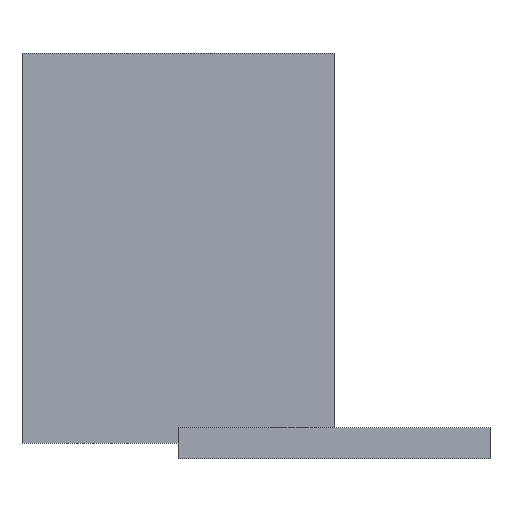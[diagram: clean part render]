
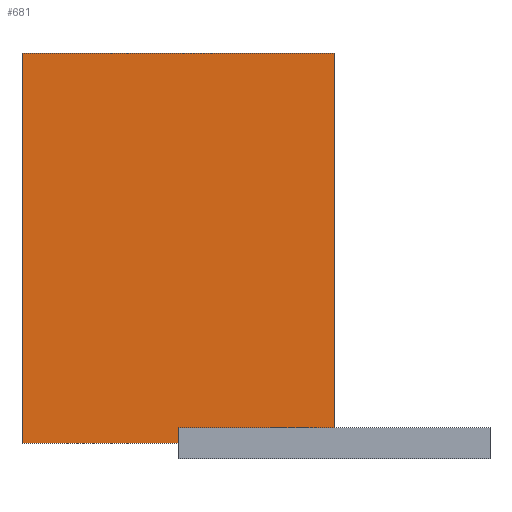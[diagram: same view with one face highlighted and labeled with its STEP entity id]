
A CAD part, front view. The second image highlights one B-rep face of the part: STEP entity #681.
In plain terms, the highlighted planar face has unit normal (0, -1, 0).
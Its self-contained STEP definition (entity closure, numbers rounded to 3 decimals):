
#100 = PLANE('',#101);
#101 = AXIS2_PLACEMENT_3D('',#102,#103,#104);
#102 = CARTESIAN_POINT('',(0.,-50.,4.));
#103 = DIRECTION('',(0.,0.,1.));
#104 = DIRECTION('',(0.,1.,0.));
#126 = PLANE('',#127);
#127 = AXIS2_PLACEMENT_3D('',#128,#129,#130);
#128 = CARTESIAN_POINT('',(0.,0.,0.));
#129 = DIRECTION('',(1.,0.,0.));
#130 = DIRECTION('',(0.,1.,0.));
#280 = VERTEX_POINT('',#281);
#281 = CARTESIAN_POINT('',(0.,-4.,4.));
#399 = VERTEX_POINT('',#400);
#400 = CARTESIAN_POINT('',(40.,-4.,4.));
#413 = PLANE('',#414);
#414 = AXIS2_PLACEMENT_3D('',#415,#416,#417);
#415 = CARTESIAN_POINT('',(40.,-4.,0.));
#416 = DIRECTION('',(-1.,0.,0.));
#417 = DIRECTION('',(0.,1.,0.));
#424 = EDGE_CURVE('',#280,#399,#425,.T.);
#425 = SURFACE_CURVE('',#426,(#430,#436),.PCURVE_S1.);
#426 = LINE('',#427,#428);
#427 = CARTESIAN_POINT('',(-20.,-4.,4.));
#428 = VECTOR('',#429,1.);
#429 = DIRECTION('',(1.,0.,0.));
#430 = PCURVE('',#100,#431);
#431 = DEFINITIONAL_REPRESENTATION('',(#432),#435);
#432 = B_SPLINE_CURVE_WITH_KNOTS('',1,(#433,#434),.UNSPECIFIED.,.F.,.F.,
  (2,2),(20.,60.),.PIECEWISE_BEZIER_KNOTS.);
#433 = CARTESIAN_POINT('',(46.,0.));
#434 = CARTESIAN_POINT('',(46.,-40.));
#435 = ( GEOMETRIC_REPRESENTATION_CONTEXT(2) 
PARAMETRIC_REPRESENTATION_CONTEXT() REPRESENTATION_CONTEXT('2D SPACE',''
  ) );
#436 = PCURVE('',#437,#442);
#437 = PLANE('',#438);
#438 = AXIS2_PLACEMENT_3D('',#439,#440,#441);
#439 = CARTESIAN_POINT('',(-40.,-4.,0.));
#440 = DIRECTION('',(0.,1.,0.));
#441 = DIRECTION('',(1.,0.,0.));
#442 = DEFINITIONAL_REPRESENTATION('',(#443),#446);
#443 = B_SPLINE_CURVE_WITH_KNOTS('',1,(#444,#445),.UNSPECIFIED.,.F.,.F.,
  (2,2),(20.,60.),.PIECEWISE_BEZIER_KNOTS.);
#444 = CARTESIAN_POINT('',(40.,-4.));
#445 = CARTESIAN_POINT('',(80.,-4.));
#446 = ( GEOMETRIC_REPRESENTATION_CONTEXT(2) 
PARAMETRIC_REPRESENTATION_CONTEXT() REPRESENTATION_CONTEXT('2D SPACE',''
  ) );
#549 = VERTEX_POINT('',#550);
#550 = CARTESIAN_POINT('',(0.,-4.,0.));
#563 = PLANE('',#564);
#564 = AXIS2_PLACEMENT_3D('',#565,#566,#567);
#565 = CARTESIAN_POINT('',(0.,0.,0.));
#566 = DIRECTION('',(0.,0.,1.));
#567 = DIRECTION('',(1.,0.,0.));
#574 = EDGE_CURVE('',#280,#549,#575,.T.);
#575 = SURFACE_CURVE('',#576,(#580,#586),.PCURVE_S1.);
#576 = LINE('',#577,#578);
#577 = CARTESIAN_POINT('',(0.,-4.,0.));
#578 = VECTOR('',#579,1.);
#579 = DIRECTION('',(0.,0.,-1.));
#580 = PCURVE('',#126,#581);
#581 = DEFINITIONAL_REPRESENTATION('',(#582),#585);
#582 = B_SPLINE_CURVE_WITH_KNOTS('',1,(#583,#584),.UNSPECIFIED.,.F.,.F.,
  (2,2),(-4.,0.),.PIECEWISE_BEZIER_KNOTS.);
#583 = CARTESIAN_POINT('',(-4.,4.));
#584 = CARTESIAN_POINT('',(-4.,0.));
#585 = ( GEOMETRIC_REPRESENTATION_CONTEXT(2) 
PARAMETRIC_REPRESENTATION_CONTEXT() REPRESENTATION_CONTEXT('2D SPACE',''
  ) );
#586 = PCURVE('',#437,#587);
#587 = DEFINITIONAL_REPRESENTATION('',(#588),#591);
#588 = B_SPLINE_CURVE_WITH_KNOTS('',1,(#589,#590),.UNSPECIFIED.,.F.,.F.,
  (2,2),(-4.,0.),.PIECEWISE_BEZIER_KNOTS.);
#589 = CARTESIAN_POINT('',(40.,-4.));
#590 = CARTESIAN_POINT('',(40.,0.));
#591 = ( GEOMETRIC_REPRESENTATION_CONTEXT(2) 
PARAMETRIC_REPRESENTATION_CONTEXT() REPRESENTATION_CONTEXT('2D SPACE',''
  ) );
#681 = ADVANCED_FACE('',(#682),#437,.F.);
#682 = FACE_BOUND('',#683,.F.);
#683 = EDGE_LOOP('',(#684,#707,#735,#763,#784,#785));
#684 = ORIENTED_EDGE('',*,*,#685,.F.);
#685 = EDGE_CURVE('',#686,#549,#688,.T.);
#686 = VERTEX_POINT('',#687);
#687 = CARTESIAN_POINT('',(-40.,-4.,0.));
#688 = SURFACE_CURVE('',#689,(#693,#700),.PCURVE_S1.);
#689 = LINE('',#690,#691);
#690 = CARTESIAN_POINT('',(0.,-4.,0.));
#691 = VECTOR('',#692,1.);
#692 = DIRECTION('',(1.,0.,0.));
#693 = PCURVE('',#437,#694);
#694 = DEFINITIONAL_REPRESENTATION('',(#695),#699);
#695 = LINE('',#696,#697);
#696 = CARTESIAN_POINT('',(40.,0.));
#697 = VECTOR('',#698,1.);
#698 = DIRECTION('',(1.,0.));
#699 = ( GEOMETRIC_REPRESENTATION_CONTEXT(2) 
PARAMETRIC_REPRESENTATION_CONTEXT() REPRESENTATION_CONTEXT('2D SPACE',''
  ) );
#700 = PCURVE('',#563,#701);
#701 = DEFINITIONAL_REPRESENTATION('',(#702),#706);
#702 = LINE('',#703,#704);
#703 = CARTESIAN_POINT('',(0.,-4.));
#704 = VECTOR('',#705,1.);
#705 = DIRECTION('',(1.,0.));
#706 = ( GEOMETRIC_REPRESENTATION_CONTEXT(2) 
PARAMETRIC_REPRESENTATION_CONTEXT() REPRESENTATION_CONTEXT('2D SPACE',''
  ) );
#707 = ORIENTED_EDGE('',*,*,#708,.T.);
#708 = EDGE_CURVE('',#686,#709,#711,.T.);
#709 = VERTEX_POINT('',#710);
#710 = CARTESIAN_POINT('',(-40.,-4.,100.));
#711 = SURFACE_CURVE('',#712,(#716,#723),.PCURVE_S1.);
#712 = LINE('',#713,#714);
#713 = CARTESIAN_POINT('',(-40.,-4.,0.));
#714 = VECTOR('',#715,1.);
#715 = DIRECTION('',(0.,0.,1.));
#716 = PCURVE('',#437,#717);
#717 = DEFINITIONAL_REPRESENTATION('',(#718),#722);
#718 = LINE('',#719,#720);
#719 = CARTESIAN_POINT('',(0.,0.));
#720 = VECTOR('',#721,1.);
#721 = DIRECTION('',(0.,-1.));
#722 = ( GEOMETRIC_REPRESENTATION_CONTEXT(2) 
PARAMETRIC_REPRESENTATION_CONTEXT() REPRESENTATION_CONTEXT('2D SPACE',''
  ) );
#723 = PCURVE('',#724,#729);
#724 = PLANE('',#725);
#725 = AXIS2_PLACEMENT_3D('',#726,#727,#728);
#726 = CARTESIAN_POINT('',(-40.,-4.,0.));
#727 = DIRECTION('',(-1.,0.,0.));
#728 = DIRECTION('',(0.,1.,0.));
#729 = DEFINITIONAL_REPRESENTATION('',(#730),#734);
#730 = LINE('',#731,#732);
#731 = CARTESIAN_POINT('',(0.,0.));
#732 = VECTOR('',#733,1.);
#733 = DIRECTION('',(0.,-1.));
#734 = ( GEOMETRIC_REPRESENTATION_CONTEXT(2) 
PARAMETRIC_REPRESENTATION_CONTEXT() REPRESENTATION_CONTEXT('2D SPACE',''
  ) );
#735 = ORIENTED_EDGE('',*,*,#736,.T.);
#736 = EDGE_CURVE('',#709,#737,#739,.T.);
#737 = VERTEX_POINT('',#738);
#738 = CARTESIAN_POINT('',(40.,-4.,100.));
#739 = SURFACE_CURVE('',#740,(#744,#751),.PCURVE_S1.);
#740 = LINE('',#741,#742);
#741 = CARTESIAN_POINT('',(0.,-4.,100.));
#742 = VECTOR('',#743,1.);
#743 = DIRECTION('',(1.,0.,0.));
#744 = PCURVE('',#437,#745);
#745 = DEFINITIONAL_REPRESENTATION('',(#746),#750);
#746 = LINE('',#747,#748);
#747 = CARTESIAN_POINT('',(40.,-100.));
#748 = VECTOR('',#749,1.);
#749 = DIRECTION('',(1.,0.));
#750 = ( GEOMETRIC_REPRESENTATION_CONTEXT(2) 
PARAMETRIC_REPRESENTATION_CONTEXT() REPRESENTATION_CONTEXT('2D SPACE',''
  ) );
#751 = PCURVE('',#752,#757);
#752 = PLANE('',#753);
#753 = AXIS2_PLACEMENT_3D('',#754,#755,#756);
#754 = CARTESIAN_POINT('',(0.,0.,100.));
#755 = DIRECTION('',(0.,0.,1.));
#756 = DIRECTION('',(1.,0.,0.));
#757 = DEFINITIONAL_REPRESENTATION('',(#758),#762);
#758 = LINE('',#759,#760);
#759 = CARTESIAN_POINT('',(0.,-4.));
#760 = VECTOR('',#761,1.);
#761 = DIRECTION('',(1.,0.));
#762 = ( GEOMETRIC_REPRESENTATION_CONTEXT(2) 
PARAMETRIC_REPRESENTATION_CONTEXT() REPRESENTATION_CONTEXT('2D SPACE',''
  ) );
#763 = ORIENTED_EDGE('',*,*,#764,.F.);
#764 = EDGE_CURVE('',#399,#737,#765,.T.);
#765 = SURFACE_CURVE('',#766,(#770,#777),.PCURVE_S1.);
#766 = LINE('',#767,#768);
#767 = CARTESIAN_POINT('',(40.,-4.,0.));
#768 = VECTOR('',#769,1.);
#769 = DIRECTION('',(0.,0.,1.));
#770 = PCURVE('',#437,#771);
#771 = DEFINITIONAL_REPRESENTATION('',(#772),#776);
#772 = LINE('',#773,#774);
#773 = CARTESIAN_POINT('',(80.,0.));
#774 = VECTOR('',#775,1.);
#775 = DIRECTION('',(0.,-1.));
#776 = ( GEOMETRIC_REPRESENTATION_CONTEXT(2) 
PARAMETRIC_REPRESENTATION_CONTEXT() REPRESENTATION_CONTEXT('2D SPACE',''
  ) );
#777 = PCURVE('',#413,#778);
#778 = DEFINITIONAL_REPRESENTATION('',(#779),#783);
#779 = LINE('',#780,#781);
#780 = CARTESIAN_POINT('',(0.,0.));
#781 = VECTOR('',#782,1.);
#782 = DIRECTION('',(0.,-1.));
#783 = ( GEOMETRIC_REPRESENTATION_CONTEXT(2) 
PARAMETRIC_REPRESENTATION_CONTEXT() REPRESENTATION_CONTEXT('2D SPACE',''
  ) );
#784 = ORIENTED_EDGE('',*,*,#424,.F.);
#785 = ORIENTED_EDGE('',*,*,#574,.T.);
